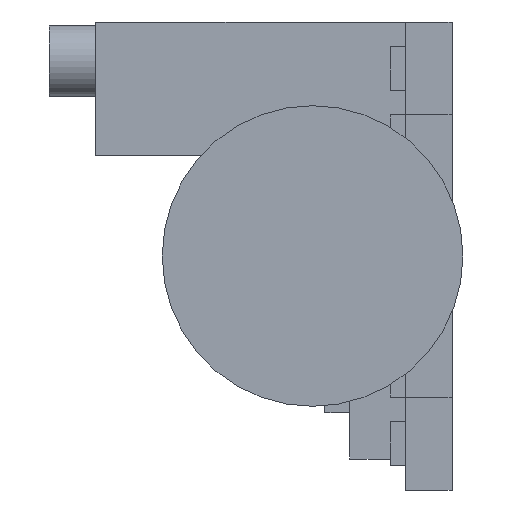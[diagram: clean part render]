
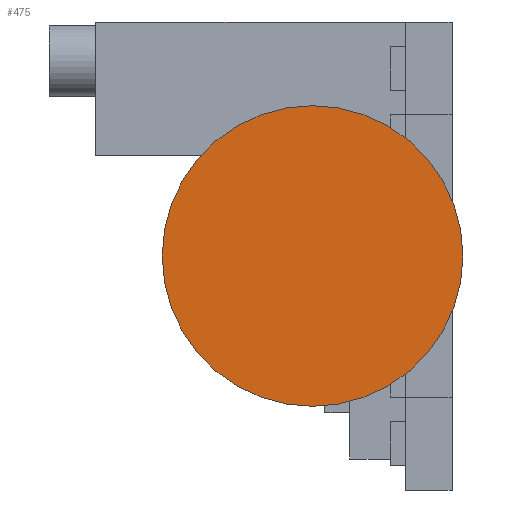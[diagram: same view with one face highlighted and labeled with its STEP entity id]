
A CAD part, left-side view. The second image highlights one B-rep face of the part: STEP entity #475.
In plain terms, the highlighted planar face has unit normal (-1, 0, 0).
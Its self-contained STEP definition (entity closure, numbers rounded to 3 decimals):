
#55 = DIRECTION ( 'NONE',  ( 1., 0., 0. ) ) ;
#284 = EDGE_LOOP ( 'NONE', ( #366, #3743 ) ) ;
#285 = VERTEX_POINT ( 'NONE', #2096 ) ;
#366 = ORIENTED_EDGE ( 'NONE', *, *, #3051, .F. ) ;
#475 = ADVANCED_FACE ( 'NONE', ( #3357 ), #2800, .F. ) ;
#493 = CARTESIAN_POINT ( 'NONE',  ( -19.75, 4.5, -4.85 ) ) ;
#573 = AXIS2_PLACEMENT_3D ( 'NONE', #1525, #1192, #932 ) ;
#932 = DIRECTION ( 'NONE',  ( 0., 0., -1. ) ) ;
#979 = CARTESIAN_POINT ( 'NONE',  ( -19.75, 4.5, 0. ) ) ;
#1112 = DIRECTION ( 'NONE',  ( 1., 0., 0. ) ) ;
#1192 = DIRECTION ( 'NONE',  ( 1., 0., 0. ) ) ;
#1342 = EDGE_CURVE ( 'NONE', #285, #2991, #2219, .T. ) ;
#1525 = CARTESIAN_POINT ( 'NONE',  ( -19.75, 4.5, 0. ) ) ;
#1531 = AXIS2_PLACEMENT_3D ( 'NONE', #2873, #1112, #2254 ) ;
#2096 = CARTESIAN_POINT ( 'NONE',  ( -19.75, 4.5, 4.85 ) ) ;
#2181 = DIRECTION ( 'NONE',  ( 0., 0., -1. ) ) ;
#2219 = CIRCLE ( 'NONE', #1531, 4.85 ) ;
#2254 = DIRECTION ( 'NONE',  ( 0., 0., -1. ) ) ;
#2800 = PLANE ( 'NONE',  #3691 ) ;
#2873 = CARTESIAN_POINT ( 'NONE',  ( -19.75, 4.5, 0. ) ) ;
#2991 = VERTEX_POINT ( 'NONE', #493 ) ;
#3051 = EDGE_CURVE ( 'NONE', #2991, #285, #3476, .T. ) ;
#3357 = FACE_OUTER_BOUND ( 'NONE', #284, .T. ) ;
#3476 = CIRCLE ( 'NONE', #573, 4.85 ) ;
#3691 = AXIS2_PLACEMENT_3D ( 'NONE', #979, #55, #2181 ) ;
#3743 = ORIENTED_EDGE ( 'NONE', *, *, #1342, .F. ) ;
